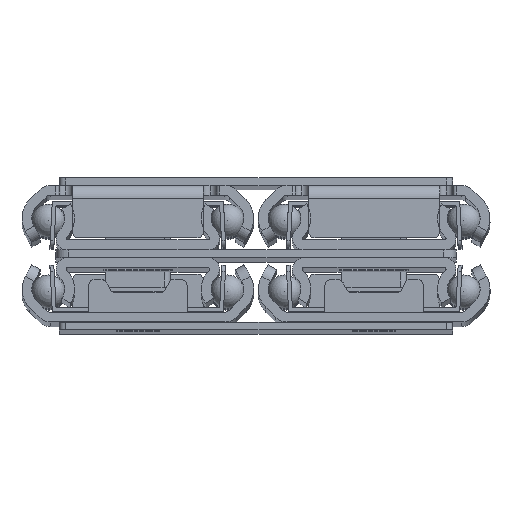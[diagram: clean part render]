
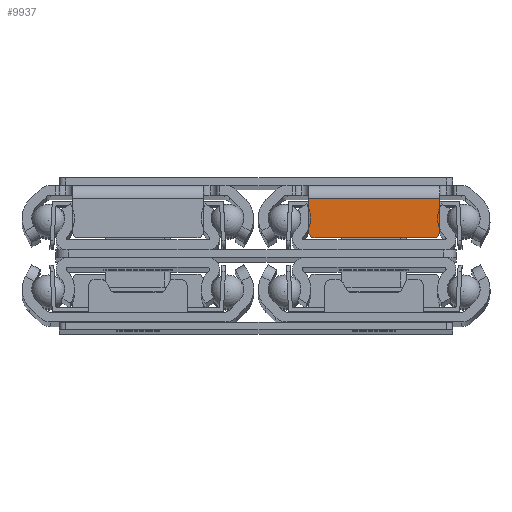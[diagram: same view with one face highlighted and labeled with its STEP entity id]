
A CAD part, top view. The second image highlights one B-rep face of the part: STEP entity #9937.
In plain terms, the highlighted face is planar.
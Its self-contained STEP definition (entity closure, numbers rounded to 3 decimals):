
#205 = DIRECTION ( 'NONE',  ( 0., 0., -1. ) ) ;
#293 = CARTESIAN_POINT ( 'NONE',  ( 10., 0., -406.6 ) ) ;
#558 = LINE ( 'NONE', #14686, #6668 ) ;
#2664 = DIRECTION ( 'NONE',  ( -1., 0., 0. ) ) ;
#3554 = VECTOR ( 'NONE', #13325, 1000. ) ;
#3743 = CARTESIAN_POINT ( 'NONE',  ( -9., 8., -406.6 ) ) ;
#3843 = CARTESIAN_POINT ( 'NONE',  ( -13.65, 5., -406.6 ) ) ;
#4882 = DIRECTION ( 'NONE',  ( 1., 0., 0. ) ) ;
#5149 = DIRECTION ( 'NONE',  ( 0., 0., 1. ) ) ;
#5567 = LINE ( 'NONE', #6535, #15554 ) ;
#5983 = EDGE_CURVE ( 'NONE', #11003, #8591, #5567, .T. ) ;
#6148 = EDGE_CURVE ( 'NONE', #15406, #12391, #12667, .T. ) ;
#6525 = AXIS2_PLACEMENT_3D ( 'NONE', #7497, #16605, #8805 ) ;
#6528 = CARTESIAN_POINT ( 'NONE',  ( -10., 7., -406.6 ) ) ;
#6530 = CARTESIAN_POINT ( 'NONE',  ( 9., 8., -406.6 ) ) ;
#6535 = CARTESIAN_POINT ( 'NONE',  ( -10., 2., -406.6 ) ) ;
#6668 = VECTOR ( 'NONE', #12069, 1000. ) ;
#6969 = VERTEX_POINT ( 'NONE', #10397 ) ;
#7015 = LINE ( 'NONE', #293, #3554 ) ;
#7371 = EDGE_CURVE ( 'NONE', #14259, #6969, #13234, .T. ) ;
#7497 = CARTESIAN_POINT ( 'NONE',  ( 9., 7., -406.6 ) ) ;
#8025 = CARTESIAN_POINT ( 'NONE',  ( -9., 7., -406.6 ) ) ;
#8036 = LINE ( 'NONE', #11344, #14520 ) ;
#8098 = CARTESIAN_POINT ( 'NONE',  ( 10., 2., -406.6 ) ) ;
#8591 = VERTEX_POINT ( 'NONE', #10428 ) ;
#8805 = DIRECTION ( 'NONE',  ( 1., 0., 0. ) ) ;
#9177 = ORIENTED_EDGE ( 'NONE', *, *, #12617, .T. ) ;
#9345 = DIRECTION ( 'NONE',  ( 1., 0., 0. ) ) ;
#9422 = FACE_OUTER_BOUND ( 'NONE', #12664, .T. ) ;
#9617 = ORIENTED_EDGE ( 'NONE', *, *, #5983, .T. ) ;
#9937 = ADVANCED_FACE ( 'NONE', ( #9422 ), #11619, .F. ) ;
#9973 = AXIS2_PLACEMENT_3D ( 'NONE', #3843, #5149, #14222 ) ;
#10397 = CARTESIAN_POINT ( 'NONE',  ( 10., 7., -406.6 ) ) ;
#10428 = CARTESIAN_POINT ( 'NONE',  ( -10., 2., -406.6 ) ) ;
#10733 = ORIENTED_EDGE ( 'NONE', *, *, #7371, .T. ) ;
#10753 = AXIS2_PLACEMENT_3D ( 'NONE', #8025, #205, #9345 ) ;
#11003 = VERTEX_POINT ( 'NONE', #8098 ) ;
#11344 = CARTESIAN_POINT ( 'NONE',  ( 10., 8., -406.6 ) ) ;
#11619 = PLANE ( 'NONE',  #9973 ) ;
#11668 = ORIENTED_EDGE ( 'NONE', *, *, #6148, .T. ) ;
#12069 = DIRECTION ( 'NONE',  ( 0., 1., 0. ) ) ;
#12391 = VERTEX_POINT ( 'NONE', #3743 ) ;
#12617 = EDGE_CURVE ( 'NONE', #8591, #15406, #558, .T. ) ;
#12664 = EDGE_LOOP ( 'NONE', ( #9177, #11668, #14883, #10733, #14614, #9617 ) ) ;
#12667 = CIRCLE ( 'NONE', #10753, 1. ) ;
#13234 = CIRCLE ( 'NONE', #6525, 1. ) ;
#13325 = DIRECTION ( 'NONE',  ( 0., 1., 0. ) ) ;
#14222 = DIRECTION ( 'NONE',  ( 1., 0., 0. ) ) ;
#14259 = VERTEX_POINT ( 'NONE', #6530 ) ;
#14520 = VECTOR ( 'NONE', #4882, 1000. ) ;
#14614 = ORIENTED_EDGE ( 'NONE', *, *, #16855, .F. ) ;
#14686 = CARTESIAN_POINT ( 'NONE',  ( -10., 0., -406.6 ) ) ;
#14883 = ORIENTED_EDGE ( 'NONE', *, *, #16510, .T. ) ;
#15406 = VERTEX_POINT ( 'NONE', #6528 ) ;
#15554 = VECTOR ( 'NONE', #2664, 1000. ) ;
#16510 = EDGE_CURVE ( 'NONE', #12391, #14259, #8036, .T. ) ;
#16605 = DIRECTION ( 'NONE',  ( 0., 0., -1. ) ) ;
#16855 = EDGE_CURVE ( 'NONE', #11003, #6969, #7015, .T. ) ;
